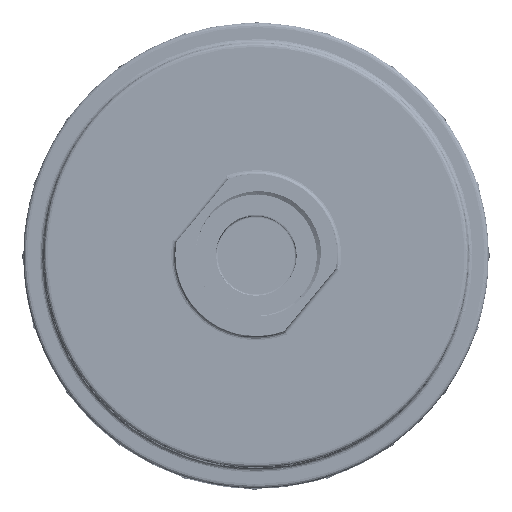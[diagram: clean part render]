
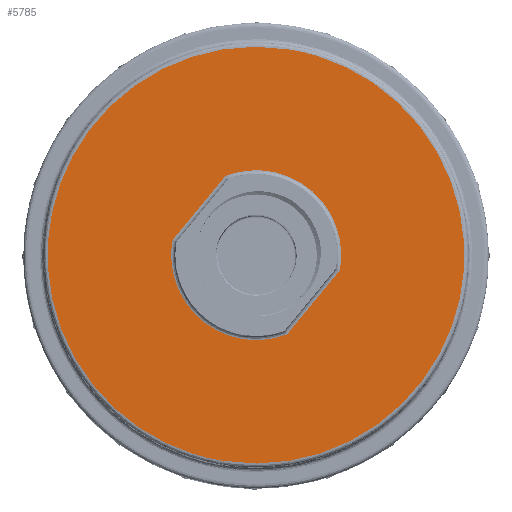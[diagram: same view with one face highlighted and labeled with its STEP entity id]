
A CAD part, top view. The second image highlights one B-rep face of the part: STEP entity #5785.
In plain terms, the highlighted free-form (B-spline) face has degree [1, 1] with [2, 2] control points.
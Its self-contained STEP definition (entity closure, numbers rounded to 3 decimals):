
#1304 = VERTEX_POINT('',#1305);
#1305 = CARTESIAN_POINT('',(90.61,-47.985,
    48.665));
#1320 = EDGE_CURVE('',#1304,#1321,#1323,.T.);
#1321 = VERTEX_POINT('',#1322);
#1322 = CARTESIAN_POINT('',(75.458,-49.526,
    48.665));
#1323 = ( BOUNDED_CURVE() B_SPLINE_CURVE(2,(#1324,#1325,#1326),
.UNSPECIFIED.,.F.,.F.) B_SPLINE_CURVE_WITH_KNOTS((3,3),(5.747,
6.283),.PIECEWISE_BEZIER_KNOTS.) CURVE() 
GEOMETRIC_REPRESENTATION_ITEM() RATIONAL_B_SPLINE_CURVE((1.,
0.964,1.)) REPRESENTATION_ITEM('') );
#1324 = CARTESIAN_POINT('',(90.61,-47.985,
    48.665));
#1325 = CARTESIAN_POINT('',(83.246,-50.838,
    48.665));
#1326 = CARTESIAN_POINT('',(75.458,-49.526,
    48.665));
#1523 = VERTEX_POINT('',#1524);
#1524 = CARTESIAN_POINT('',(91.854,48.297,
    48.665));
#1530 = EDGE_CURVE('',#1531,#1523,#1533,.T.);
#1531 = VERTEX_POINT('',#1532);
#1532 = CARTESIAN_POINT('',(68.449,-90.66,
    48.665));
#1533 = ( BOUNDED_CURVE() B_SPLINE_CURVE(2,(#1534,#1535,#1536,#1537,
#1538),.UNSPECIFIED.,.F.,.F.) B_SPLINE_CURVE_WITH_KNOTS((3,2,3),(0.,
1.571,3.142),.PIECEWISE_BEZIER_KNOTS.) CURVE() 
GEOMETRIC_REPRESENTATION_ITEM() RATIONAL_B_SPLINE_CURVE((1.,
0.707,1.,0.707,1.)) REPRESENTATION_ITEM('') );
#1534 = CARTESIAN_POINT('',(68.449,-90.66,
    48.665));
#1535 = CARTESIAN_POINT('',(137.928,-102.363,
    48.665));
#1536 = CARTESIAN_POINT('',(149.63,-32.884,
    48.665));
#1537 = CARTESIAN_POINT('',(161.332,36.595,
    48.665));
#1538 = CARTESIAN_POINT('',(91.854,48.297,
    48.665));
#5785 = ADVANCED_FACE('',(#5786,#5817),#5828,.T.);
#5786 = FACE_BOUND('',#5787,.T.);
#5787 = EDGE_LOOP('',(#5788,#5795,#5796,#5804,#5811));
#5788 = ORIENTED_EDGE('',*,*,#5789,.T.);
#5789 = EDGE_CURVE('',#5790,#1304,#5792,.T.);
#5790 = VERTEX_POINT('',#5791);
#5791 = CARTESIAN_POINT('',(108.497,-26.332,
    48.665));
#5792 = B_SPLINE_CURVE_WITH_KNOTS('',1,(#5793,#5794),.UNSPECIFIED.,.F.,
  .F.,(2,2),(-20.264,0.264),.PIECEWISE_BEZIER_KNOTS.);
#5793 = CARTESIAN_POINT('',(108.497,-26.332,
    48.665));
#5794 = CARTESIAN_POINT('',(90.61,-47.985,
    48.665));
#5795 = ORIENTED_EDGE('',*,*,#1320,.T.);
#5796 = ORIENTED_EDGE('',*,*,#5797,.T.);
#5797 = EDGE_CURVE('',#1321,#5798,#5800,.T.);
#5798 = VERTEX_POINT('',#5799);
#5799 = CARTESIAN_POINT('',(51.963,-16.058,
    48.665));
#5800 = ( BOUNDED_CURVE() B_SPLINE_CURVE(2,(#5801,#5802,#5803),
.UNSPECIFIED.,.F.,.F.) B_SPLINE_CURVE_WITH_KNOTS((3,3),(0.,
1.584),.PIECEWISE_BEZIER_KNOTS.) CURVE() 
GEOMETRIC_REPRESENTATION_ITEM() RATIONAL_B_SPLINE_CURVE((1.,
0.703,1.)) REPRESENTATION_ITEM('') );
#5801 = CARTESIAN_POINT('',(75.458,-49.526,
    48.665));
#5802 = CARTESIAN_POINT('',(46.759,-44.692,
    48.665));
#5803 = CARTESIAN_POINT('',(51.963,-16.058,
    48.665));
#5804 = ORIENTED_EDGE('',*,*,#5805,.T.);
#5805 = EDGE_CURVE('',#5798,#5806,#5808,.T.);
#5806 = VERTEX_POINT('',#5807);
#5807 = CARTESIAN_POINT('',(69.851,5.595,48.665
    ));
#5808 = B_SPLINE_CURVE_WITH_KNOTS('',1,(#5809,#5810),.UNSPECIFIED.,.F.,
  .F.,(2,2),(-20.264,0.264),.PIECEWISE_BEZIER_KNOTS.);
#5809 = CARTESIAN_POINT('',(51.963,-16.058,
    48.665));
#5810 = CARTESIAN_POINT('',(69.851,5.595,48.665
    ));
#5811 = ORIENTED_EDGE('',*,*,#5812,.T.);
#5812 = EDGE_CURVE('',#5806,#5790,#5813,.T.);
#5813 = ( BOUNDED_CURVE() B_SPLINE_CURVE(2,(#5814,#5815,#5816),
.UNSPECIFIED.,.F.,.F.) B_SPLINE_CURVE_WITH_KNOTS((3,3),(2.605,
4.725),.PIECEWISE_BEZIER_KNOTS.) CURVE() 
GEOMETRIC_REPRESENTATION_ITEM() RATIONAL_B_SPLINE_CURVE((1.,
0.489,1.)) REPRESENTATION_ITEM('') );
#5814 = CARTESIAN_POINT('',(69.851,5.595,48.665
    ));
#5815 = CARTESIAN_POINT('',(117.666,24.121,
    48.665));
#5816 = CARTESIAN_POINT('',(108.497,-26.332,
    48.665));
#5817 = FACE_BOUND('',#5818,.T.);
#5818 = EDGE_LOOP('',(#5819,#5820));
#5819 = ORIENTED_EDGE('',*,*,#1530,.T.);
#5820 = ORIENTED_EDGE('',*,*,#5821,.T.);
#5821 = EDGE_CURVE('',#1523,#1531,#5822,.T.);
#5822 = ( BOUNDED_CURVE() B_SPLINE_CURVE(2,(#5823,#5824,#5825,#5826,
#5827),.UNSPECIFIED.,.F.,.F.) B_SPLINE_CURVE_WITH_KNOTS((3,2,3),(
    3.142,4.712,6.283),
.PIECEWISE_BEZIER_KNOTS.) CURVE() GEOMETRIC_REPRESENTATION_ITEM() 
RATIONAL_B_SPLINE_CURVE((1.,0.707,1.,0.707,1.)) 
REPRESENTATION_ITEM('') );
#5823 = CARTESIAN_POINT('',(91.854,48.297,
    48.665));
#5824 = CARTESIAN_POINT('',(22.375,59.999,
    48.665));
#5825 = CARTESIAN_POINT('',(10.673,-9.479,
    48.665));
#5826 = CARTESIAN_POINT('',(-1.03,-78.958,
    48.665));
#5827 = CARTESIAN_POINT('',(68.449,-90.66,
    48.665));
#5828 = B_SPLINE_SURFACE_WITH_KNOTS('',1,1,(
    (#5829,#5830)
    ,(#5831,#5832
    )),.UNSPECIFIED.,.F.,.F.,.F.,(2,2),(2,2),(-51.5,51.5),(-51.5,51.5),
  .PIECEWISE_BEZIER_KNOTS.);
#5829 = CARTESIAN_POINT('',(22.375,59.999,
    48.665));
#5830 = CARTESIAN_POINT('',(161.332,36.595,
    48.665));
#5831 = CARTESIAN_POINT('',(-1.03,-78.958,
    48.665));
#5832 = CARTESIAN_POINT('',(137.928,-102.363,
    48.665));
